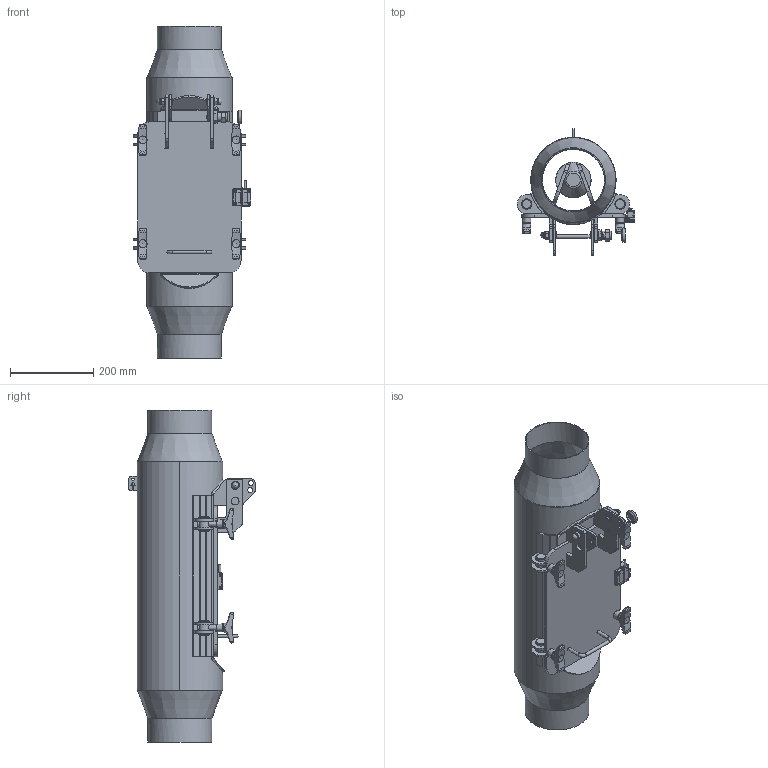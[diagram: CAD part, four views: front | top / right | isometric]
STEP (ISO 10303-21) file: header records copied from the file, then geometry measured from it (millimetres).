
FILE_DESCRIPTION(/* description */ (''),/* implementation_level */ '2;1');
FILE_NAME(/* name */ 'E0164144.stp',/* time_stamp */ '2024-03-01T15:18:24+01:00',/* author */ ('avd'),/* organization */ (''),/* preprocessor_version */ 'ST-DEVELOPER v18.1',/* originating_system */ 'Autodesk Inventor 2021',/* authorisation */ '');
FILE_SCHEMA (('CONFIG_CONTROL_DESIGN'));
Length unit declared in the file: millimetre
Products named in the file (1): Part2
Bounding box: 283.5 x 304.2 x 800 mm (x, y, z)
Volume: 3081240.6 mm3; surface area: 1477965.5 mm2
Topology: 2 solids, 20 shells, 1342 faces, 3647 edges, 2325 vertices
Faces by surface type: plane 605, cylinder 449, cone 114, torus 103, bspline 56, sphere 15
Full cylindrical faces by diameter (mm): 2.459 x4, 3 x4, 3.2 x4, 4.134 x6, 4.7 x1, 5 x4, 5.3 x4, 5.5 x4, 6 x1, 8 x3, 8.376 x2, 8.5 x4, 10 x9, 10.106 x4, 10.5 x2, 12 x12, 13.835 x1, 14 x1, 15 x2, 16 x4, 18.5 x1, 20 x4, 24 x2, 25 x4, 25.3 x8, 33 x1, 51 x1, 75.8 x2, 80.8 x1, 81 x2
Entity records: 47394 total; most frequent: CARTESIAN_POINT 12288, ORIENTED_EDGE 7124, DIRECTION 6989, EDGE_CURVE 3613, AXIS2_PLACEMENT_3D 2590, VERTEX_POINT 2325, LINE 1809, VECTOR 1809
